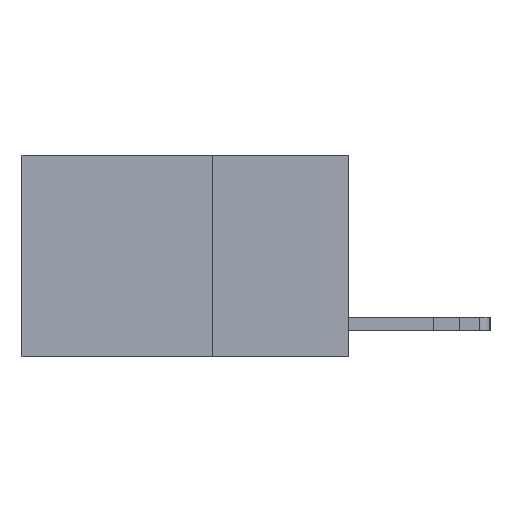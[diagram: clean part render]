
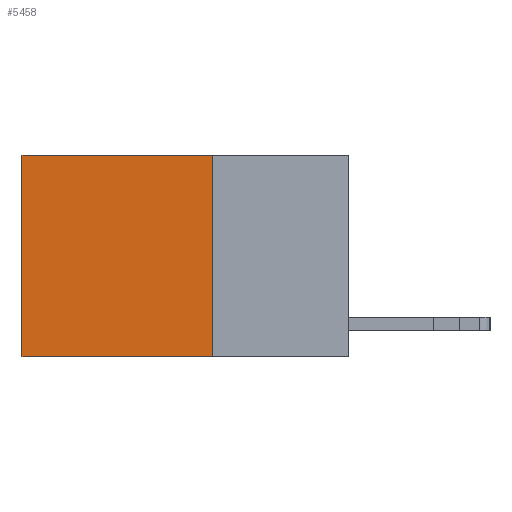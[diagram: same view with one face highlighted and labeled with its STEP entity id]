
A CAD part, left-side view. The second image highlights one B-rep face of the part: STEP entity #5458.
In plain terms, the highlighted planar face has unit normal (-1, 0, 0).
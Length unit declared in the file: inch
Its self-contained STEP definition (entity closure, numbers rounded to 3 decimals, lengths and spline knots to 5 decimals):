
#483 = DIRECTION ( 'NONE',  ( 0., 1., 0. ) ) ;
#975 = CARTESIAN_POINT ( 'NONE',  ( 0.2625, 0.6, -0.37 ) ) ;
#1080 = DIRECTION ( 'NONE',  ( 1., 0., 0. ) ) ;
#1445 = CARTESIAN_POINT ( 'NONE',  ( 0.2625, 0.6, 0. ) ) ;
#1943 = DIRECTION ( 'NONE',  ( 0., 0., -1. ) ) ;
#2385 = ORIENTED_EDGE ( 'NONE', *, *, #11165, .F. ) ;
#2792 = LINE ( 'NONE', #11112, #4106 ) ;
#4083 = EDGE_LOOP ( 'NONE', ( #7686, #2385, #15156, #13937 ) ) ;
#4106 = VECTOR ( 'NONE', #483, 39.37008 ) ;
#4846 = LINE ( 'NONE', #1445, #12592 ) ;
#4874 = VECTOR ( 'NONE', #8292, 39.37008 ) ;
#4972 = VERTEX_POINT ( 'NONE', #975 ) ;
#5279 = EDGE_CURVE ( 'NONE', #11525, #14045, #7828, .T. ) ;
#5458 = ADVANCED_FACE ( 'NONE', ( #6966 ), #12015, .F. ) ;
#5640 = CARTESIAN_POINT ( 'NONE',  ( 0.2625, 0.25, 0. ) ) ;
#5645 = VERTEX_POINT ( 'NONE', #12487 ) ;
#6168 = DIRECTION ( 'NONE',  ( 0., 0., -1. ) ) ;
#6713 = EDGE_CURVE ( 'NONE', #11525, #5645, #2792, .T. ) ;
#6966 = FACE_OUTER_BOUND ( 'NONE', #4083, .T. ) ;
#7686 = ORIENTED_EDGE ( 'NONE', *, *, #13482, .T. ) ;
#7828 = LINE ( 'NONE', #12504, #9958 ) ;
#8070 = CARTESIAN_POINT ( 'NONE',  ( 0.2625, 0.25, -0.37 ) ) ;
#8292 = DIRECTION ( 'NONE',  ( 0., 1., 0. ) ) ;
#9615 = DIRECTION ( 'NONE',  ( 0., 0., -1. ) ) ;
#9958 = VECTOR ( 'NONE', #1943, 39.37008 ) ;
#11112 = CARTESIAN_POINT ( 'NONE',  ( 0.2625, 0.25, 0. ) ) ;
#11165 = EDGE_CURVE ( 'NONE', #14045, #4972, #12968, .T. ) ;
#11525 = VERTEX_POINT ( 'NONE', #5640 ) ;
#11714 = CARTESIAN_POINT ( 'NONE',  ( 0.2625, 0.25, 0. ) ) ;
#12015 = PLANE ( 'NONE',  #13436 ) ;
#12487 = CARTESIAN_POINT ( 'NONE',  ( 0.2625, 0.6, 0. ) ) ;
#12504 = CARTESIAN_POINT ( 'NONE',  ( 0.2625, 0.25, 0. ) ) ;
#12592 = VECTOR ( 'NONE', #6168, 39.37008 ) ;
#12968 = LINE ( 'NONE', #8070, #4874 ) ;
#13436 = AXIS2_PLACEMENT_3D ( 'NONE', #11714, #1080, #9615 ) ;
#13482 = EDGE_CURVE ( 'NONE', #5645, #4972, #4846, .T. ) ;
#13937 = ORIENTED_EDGE ( 'NONE', *, *, #6713, .T. ) ;
#14045 = VERTEX_POINT ( 'NONE', #14924 ) ;
#14924 = CARTESIAN_POINT ( 'NONE',  ( 0.2625, 0.25, -0.37 ) ) ;
#15156 = ORIENTED_EDGE ( 'NONE', *, *, #5279, .F. ) ;
